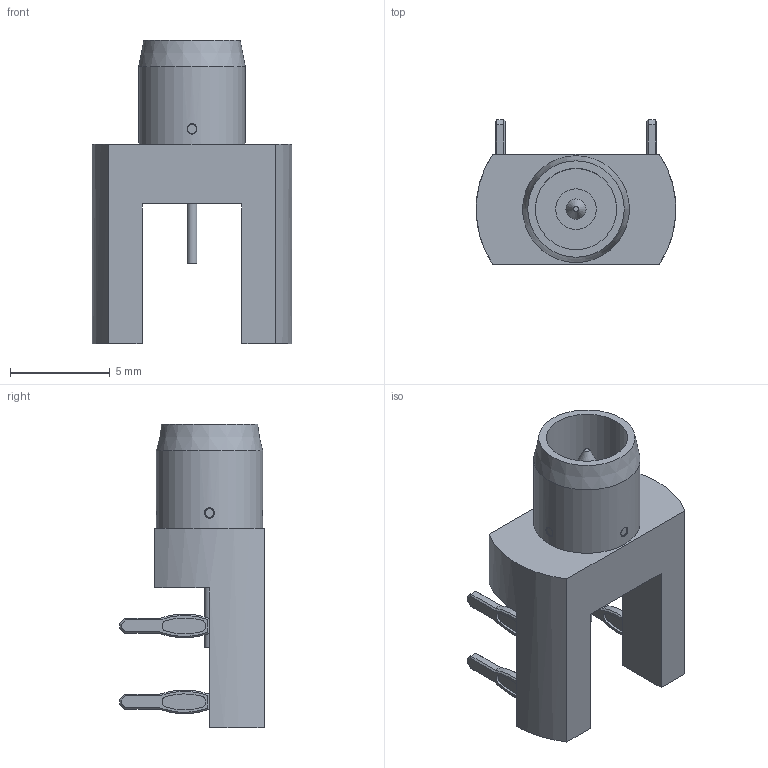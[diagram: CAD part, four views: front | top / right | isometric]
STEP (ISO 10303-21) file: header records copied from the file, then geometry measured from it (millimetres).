
FILE_DESCRIPTION (( 'STEP AP203' ), '1' );
FILE_NAME ('PE45333_3D.step', '2022-04-27T15:05:29', ( '' ), ( '' ), 'SwSTEP 2.0', 'SolidWorks 2021', '' );
FILE_SCHEMA (( 'CONFIG_CONTROL_DESIGN' ));
Length unit declared in the file: inch
Products named in the file (1): PE45333_3D
Bounding box: 10 x 7.25 x 15.2 mm (x, y, z)
Volume: 313.8 mm3; surface area: 526.2 mm2
Topology: 1 solids, 1 shells, 206 faces, 489 edges, 306 vertices
Faces by surface type: plane 120, cylinder 64, cone 22
Full cylindrical faces by diameter (mm): 0.5 x1, 1.016 x1, 2.032 x2, 4.064 x1, 5.334 x1
Entity records: 5947 total; most frequent: CARTESIAN_POINT 1165, DIRECTION 998, ORIENTED_EDGE 936, EDGE_CURVE 468, AXIS2_PLACEMENT_3D 359, VERTEX_POINT 298, LINE 280, VECTOR 280
